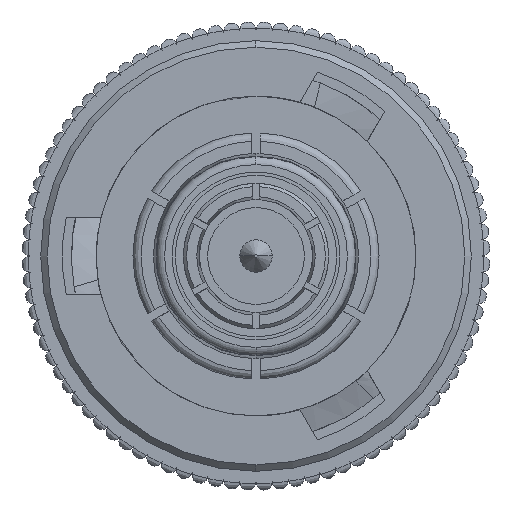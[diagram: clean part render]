
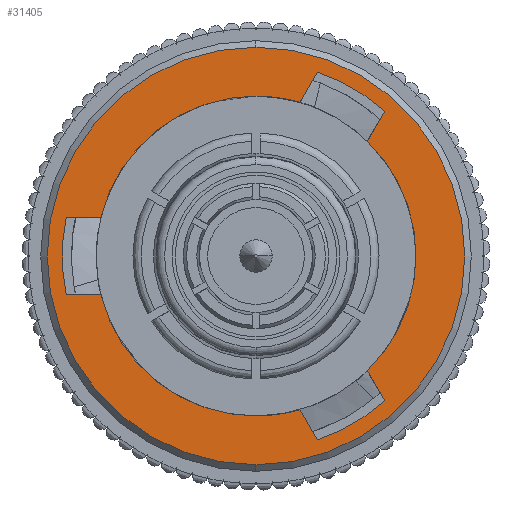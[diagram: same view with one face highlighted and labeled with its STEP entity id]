
A CAD part, left-side view. The second image highlights one B-rep face of the part: STEP entity #31405.
In plain terms, the highlighted face is planar.
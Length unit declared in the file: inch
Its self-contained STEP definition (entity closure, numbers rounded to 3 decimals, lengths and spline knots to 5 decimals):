
#469 = ORIENTED_EDGE ( 'NONE', *, *, #34038, .F. ) ;
#550 = ORIENTED_EDGE ( 'NONE', *, *, #34478, .F. ) ;
#1085 = CARTESIAN_POINT ( 'NONE',  ( 0., -0.15683, -0.17664 ) ) ;
#1136 = CIRCLE ( 'NONE', #23670, 0.195 ) ;
#1164 = CIRCLE ( 'NONE', #6904, 0.195 ) ;
#2586 = VERTEX_POINT ( 'NONE', #24619 ) ;
#2706 = DIRECTION ( 'NONE',  ( -1., 0., 0. ) ) ;
#2752 = CARTESIAN_POINT ( 'NONE',  ( 0., 0., 0. ) ) ;
#2974 = EDGE_CURVE ( 'NONE', #21105, #10729, #20843, .T. ) ;
#3277 = ORIENTED_EDGE ( 'NONE', *, *, #12312, .F. ) ;
#3719 = DIRECTION ( 'NONE',  ( 0., 1., 0. ) ) ;
#3745 = CARTESIAN_POINT ( 'NONE',  ( 0., -0.07456, -0.22414 ) ) ;
#4051 = CARTESIAN_POINT ( 'NONE',  ( 0., -0.05343, -0.18754 ) ) ;
#4491 = DIRECTION ( 'NONE',  ( 0., 0., 1. ) ) ;
#5257 = CARTESIAN_POINT ( 'NONE',  ( 0., 0., 0. ) ) ;
#5328 = CARTESIAN_POINT ( 'NONE',  ( 0., 0., 0. ) ) ;
#5725 = VERTEX_POINT ( 'NONE', #21242 ) ;
#5823 = DIRECTION ( 'NONE',  ( 0., 0., 1. ) ) ;
#5990 = CARTESIAN_POINT ( 'NONE',  ( 0., 0., 0. ) ) ;
#6001 = CARTESIAN_POINT ( 'NONE',  ( 0., -0.07456, 0.22414 ) ) ;
#6419 = ORIENTED_EDGE ( 'NONE', *, *, #11901, .F. ) ;
#6643 = DIRECTION ( 'NONE',  ( 0., -1., 0. ) ) ;
#6815 = CARTESIAN_POINT ( 'NONE',  ( 0., 0., -0.2545 ) ) ;
#6904 = AXIS2_PLACEMENT_3D ( 'NONE', #27532, #2706, #24451 ) ;
#6951 = EDGE_CURVE ( 'NONE', #13943, #5725, #28553, .T. ) ;
#7264 = DIRECTION ( 'NONE',  ( -1., 0., 0. ) ) ;
#7308 = VECTOR ( 'NONE', #6643, 39.37008 ) ;
#7370 = VERTEX_POINT ( 'NONE', #35203 ) ;
#7654 = VERTEX_POINT ( 'NONE', #30998 ) ;
#8720 = DIRECTION ( 'NONE',  ( 1., 0., 0. ) ) ;
#8781 = VERTEX_POINT ( 'NONE', #6815 ) ;
#8891 = DIRECTION ( 'NONE',  ( -1., 0., 0. ) ) ;
#9063 = CARTESIAN_POINT ( 'NONE',  ( 0., 0., 0. ) ) ;
#9689 = LINE ( 'NONE', #3745, #13792 ) ;
#9698 = DIRECTION ( 'NONE',  ( 1., 0., 0. ) ) ;
#9909 = DIRECTION ( 'NONE',  ( -1., 0., 0. ) ) ;
#9983 = FACE_OUTER_BOUND ( 'NONE', #25484, .T. ) ;
#10299 = CIRCLE ( 'NONE', #30587, 0.195 ) ;
#10704 = LINE ( 'NONE', #33055, #30751 ) ;
#10729 = VERTEX_POINT ( 'NONE', #4051 ) ;
#11051 = CARTESIAN_POINT ( 'NONE',  ( 0., -0.07456, -0.22414 ) ) ;
#11524 = VERTEX_POINT ( 'NONE', #19977 ) ;
#11537 = DIRECTION ( 'NONE',  ( 0., 0., 1. ) ) ;
#11901 = EDGE_CURVE ( 'NONE', #14379, #2586, #35822, .T. ) ;
#12282 = LINE ( 'NONE', #29309, #7308 ) ;
#12312 = EDGE_CURVE ( 'NONE', #17414, #27599, #34098, .T. ) ;
#12528 = AXIS2_PLACEMENT_3D ( 'NONE', #5328, #30341, #16923 ) ;
#12625 = CARTESIAN_POINT ( 'NONE',  ( 0., 0., 0. ) ) ;
#13004 = DIRECTION ( 'NONE',  ( 0., 0., 1. ) ) ;
#13072 = CARTESIAN_POINT ( 'NONE',  ( 0., 0.195, 0. ) ) ;
#13146 = AXIS2_PLACEMENT_3D ( 'NONE', #13072, #7264, #21758 ) ;
#13579 = ORIENTED_EDGE ( 'NONE', *, *, #24467, .F. ) ;
#13792 = VECTOR ( 'NONE', #32012, 39.37008 ) ;
#13943 = VERTEX_POINT ( 'NONE', #22985 ) ;
#14363 = VECTOR ( 'NONE', #20368, 39.37008 ) ;
#14379 = VERTEX_POINT ( 'NONE', #6001 ) ;
#14974 = EDGE_CURVE ( 'NONE', #16861, #14379, #10704, .T. ) ;
#15386 = EDGE_CURVE ( 'NONE', #23797, #28875, #1164, .T. ) ;
#15467 = CARTESIAN_POINT ( 'NONE',  ( 0., 0.2314, -0.0475 ) ) ;
#15503 = CIRCLE ( 'NONE', #22436, 0.23622 ) ;
#15966 = PLANE ( 'NONE',  #13146 ) ;
#16276 = ORIENTED_EDGE ( 'NONE', *, *, #16500, .F. ) ;
#16347 = EDGE_CURVE ( 'NONE', #7370, #7654, #10299, .T. ) ;
#16448 = LINE ( 'NONE', #33703, #35835 ) ;
#16500 = EDGE_CURVE ( 'NONE', #2586, #28875, #16448, .T. ) ;
#16861 = VERTEX_POINT ( 'NONE', #26569 ) ;
#16923 = DIRECTION ( 'NONE',  ( 0., 0., 1. ) ) ;
#17385 = AXIS2_PLACEMENT_3D ( 'NONE', #12625, #9909, #4491 ) ;
#17414 = VERTEX_POINT ( 'NONE', #1085 ) ;
#17849 = CIRCLE ( 'NONE', #22488, 0.2545 ) ;
#18804 = DIRECTION ( 'NONE',  ( -1., 0., 0. ) ) ;
#18870 = ORIENTED_EDGE ( 'NONE', *, *, #21122, .F. ) ;
#19413 = DIRECTION ( 'NONE',  ( -1., 0., 0. ) ) ;
#19659 = VERTEX_POINT ( 'NONE', #33584 ) ;
#19867 = CARTESIAN_POINT ( 'NONE',  ( 0., 0., 0. ) ) ;
#19977 = CARTESIAN_POINT ( 'NONE',  ( 0., 0., 0.2545 ) ) ;
#20368 = DIRECTION ( 'NONE',  ( 0., -0.5, -0.866 ) ) ;
#20843 = CIRCLE ( 'NONE', #17385, 0.195 ) ;
#21045 = FACE_BOUND ( 'NONE', #31647, .T. ) ;
#21105 = VERTEX_POINT ( 'NONE', #30171 ) ;
#21122 = EDGE_CURVE ( 'NONE', #8781, #11524, #27607, .T. ) ;
#21242 = CARTESIAN_POINT ( 'NONE',  ( 0., 0.2314, -0.0475 ) ) ;
#21758 = DIRECTION ( 'NONE',  ( 0., 0., 1. ) ) ;
#21760 = DIRECTION ( 'NONE',  ( 0., -0.5, 0.866 ) ) ;
#21966 = ORIENTED_EDGE ( 'NONE', *, *, #6951, .F. ) ;
#22060 = DIRECTION ( 'NONE',  ( 0., 0., 1. ) ) ;
#22436 = AXIS2_PLACEMENT_3D ( 'NONE', #31495, #9698, #29122 ) ;
#22449 = ORIENTED_EDGE ( 'NONE', *, *, #24857, .T. ) ;
#22488 = AXIS2_PLACEMENT_3D ( 'NONE', #9063, #8891, #13004 ) ;
#22829 = VECTOR ( 'NONE', #3719, 39.37008 ) ;
#22985 = CARTESIAN_POINT ( 'NONE',  ( 0., 0.18913, -0.0475 ) ) ;
#23461 = ORIENTED_EDGE ( 'NONE', *, *, #14974, .F. ) ;
#23637 = EDGE_CURVE ( 'NONE', #27599, #10729, #9689, .T. ) ;
#23670 = AXIS2_PLACEMENT_3D ( 'NONE', #19867, #25675, #11537 ) ;
#23797 = VERTEX_POINT ( 'NONE', #23843 ) ;
#23810 = ORIENTED_EDGE ( 'NONE', *, *, #15386, .T. ) ;
#23843 = CARTESIAN_POINT ( 'NONE',  ( 0., -0.1357, -0.14004 ) ) ;
#24451 = DIRECTION ( 'NONE',  ( 0., 0., 1. ) ) ;
#24467 = EDGE_CURVE ( 'NONE', #11524, #8781, #17849, .T. ) ;
#24619 = CARTESIAN_POINT ( 'NONE',  ( 0., -0.15683, 0.17664 ) ) ;
#24857 = EDGE_CURVE ( 'NONE', #16861, #7370, #1136, .T. ) ;
#25199 = ORIENTED_EDGE ( 'NONE', *, *, #2974, .T. ) ;
#25284 = CIRCLE ( 'NONE', #25856, 0.195 ) ;
#25361 = AXIS2_PLACEMENT_3D ( 'NONE', #2752, #8720, #5823 ) ;
#25484 = EDGE_LOOP ( 'NONE', ( #13579, #18870 ) ) ;
#25675 = DIRECTION ( 'NONE',  ( -1., 0., 0. ) ) ;
#25856 = AXIS2_PLACEMENT_3D ( 'NONE', #5990, #19413, #30855 ) ;
#26569 = CARTESIAN_POINT ( 'NONE',  ( 0., -0.05343, 0.18754 ) ) ;
#26801 = CARTESIAN_POINT ( 'NONE',  ( 0., 0., 0. ) ) ;
#26999 = DIRECTION ( 'NONE',  ( 1., 0., 0. ) ) ;
#27370 = DIRECTION ( 'NONE',  ( 0., 0., 1. ) ) ;
#27532 = CARTESIAN_POINT ( 'NONE',  ( 0., 0., 0. ) ) ;
#27599 = VERTEX_POINT ( 'NONE', #11051 ) ;
#27607 = CIRCLE ( 'NONE', #12528, 0.2545 ) ;
#27919 = ORIENTED_EDGE ( 'NONE', *, *, #23637, .F. ) ;
#28546 = CARTESIAN_POINT ( 'NONE',  ( 0., -0.15683, -0.17664 ) ) ;
#28553 = LINE ( 'NONE', #15467, #22829 ) ;
#28875 = VERTEX_POINT ( 'NONE', #29038 ) ;
#29038 = CARTESIAN_POINT ( 'NONE',  ( 0., -0.1357, 0.14004 ) ) ;
#29122 = DIRECTION ( 'NONE',  ( 0., 0., 1. ) ) ;
#29309 = CARTESIAN_POINT ( 'NONE',  ( 0., 0.2314, 0.0475 ) ) ;
#30171 = CARTESIAN_POINT ( 'NONE',  ( 0., 0., -0.195 ) ) ;
#30341 = DIRECTION ( 'NONE',  ( -1., 0., 0. ) ) ;
#30582 = DIRECTION ( 'NONE',  ( 0., 0.5, -0.866 ) ) ;
#30587 = AXIS2_PLACEMENT_3D ( 'NONE', #26801, #18804, #22060 ) ;
#30751 = VECTOR ( 'NONE', #21760, 39.37008 ) ;
#30820 = EDGE_CURVE ( 'NONE', #19659, #7654, #12282, .T. ) ;
#30855 = DIRECTION ( 'NONE',  ( 0., 0., 1. ) ) ;
#30998 = CARTESIAN_POINT ( 'NONE',  ( 0., 0.18913, 0.0475 ) ) ;
#31405 = ADVANCED_FACE ( 'NONE', ( #9983, #21045 ), #15966, .F. ) ;
#31495 = CARTESIAN_POINT ( 'NONE',  ( 0., 0., 0. ) ) ;
#31647 = EDGE_LOOP ( 'NONE', ( #32003, #25199, #27919, #3277, #550, #23810, #16276, #6419, #23461, #22449, #31835, #32131, #469, #21966 ) ) ;
#31835 = ORIENTED_EDGE ( 'NONE', *, *, #16347, .T. ) ;
#32003 = ORIENTED_EDGE ( 'NONE', *, *, #32774, .T. ) ;
#32012 = DIRECTION ( 'NONE',  ( 0., 0.5, 0.866 ) ) ;
#32131 = ORIENTED_EDGE ( 'NONE', *, *, #30820, .F. ) ;
#32774 = EDGE_CURVE ( 'NONE', #13943, #21105, #25284, .T. ) ;
#33055 = CARTESIAN_POINT ( 'NONE',  ( 0., -0.07456, 0.22414 ) ) ;
#33473 = LINE ( 'NONE', #28546, #14363 ) ;
#33531 = AXIS2_PLACEMENT_3D ( 'NONE', #5257, #26999, #27370 ) ;
#33584 = CARTESIAN_POINT ( 'NONE',  ( 0., 0.2314, 0.0475 ) ) ;
#33703 = CARTESIAN_POINT ( 'NONE',  ( 0., -0.15683, 0.17664 ) ) ;
#34038 = EDGE_CURVE ( 'NONE', #5725, #19659, #15503, .T. ) ;
#34098 = CIRCLE ( 'NONE', #33531, 0.23622 ) ;
#34478 = EDGE_CURVE ( 'NONE', #23797, #17414, #33473, .T. ) ;
#35203 = CARTESIAN_POINT ( 'NONE',  ( 0., 0., 0.195 ) ) ;
#35822 = CIRCLE ( 'NONE', #25361, 0.23622 ) ;
#35835 = VECTOR ( 'NONE', #30582, 39.37008 ) ;
